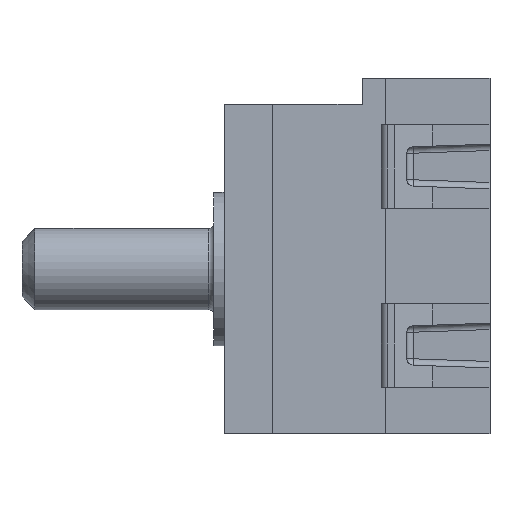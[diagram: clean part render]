
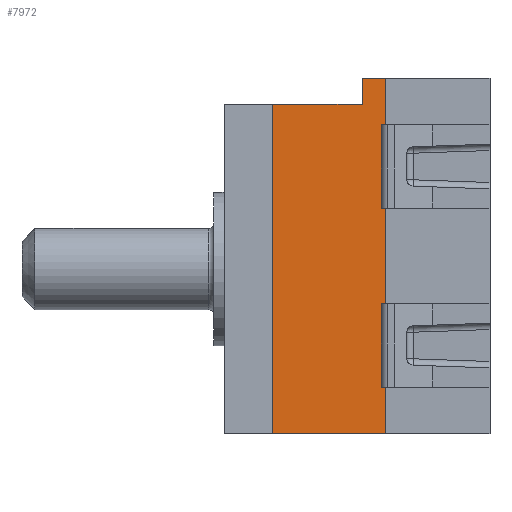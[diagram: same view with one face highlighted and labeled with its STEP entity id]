
A CAD part, left-side view. The second image highlights one B-rep face of the part: STEP entity #7972.
In plain terms, the highlighted planar face has unit normal (-1, 0, 0).
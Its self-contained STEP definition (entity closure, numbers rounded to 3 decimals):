
#107=DIRECTION('',(0.,-1.,0.));
#108=VECTOR('',#107,9.009);
#109=CARTESIAN_POINT('',(-13.5,17.,-13.9));
#110=LINE('',#109,#108);
#361=DIRECTION('',(0.,0.,1.));
#362=VECTOR('',#361,27.8);
#363=CARTESIAN_POINT('',(-13.5,7.991,-13.9));
#364=LINE('',#363,#362);
#429=DIRECTION('',(0.,-1.,0.));
#430=VECTOR('',#429,2.009);
#431=CARTESIAN_POINT('',(-13.5,10.,13.9));
#432=LINE('',#431,#430);
#445=DIRECTION('',(0.,-1.,0.));
#446=VECTOR('',#445,7.);
#447=CARTESIAN_POINT('',(-13.5,17.,11.85));
#448=LINE('',#447,#446);
#449=DIRECTION('',(0.,0.,-1.));
#450=VECTOR('',#449,2.05);
#451=CARTESIAN_POINT('',(-13.5,10.,13.9));
#452=LINE('',#451,#450);
#453=DIRECTION('',(0.,0.,1.));
#454=VECTOR('',#453,25.75);
#455=CARTESIAN_POINT('',(-13.5,17.,-13.9));
#456=LINE('',#455,#454);
#6198=CARTESIAN_POINT('',(-13.5,17.,-13.9));
#6199=VERTEX_POINT('',#6198);
#6200=CARTESIAN_POINT('',(-13.5,7.991,-13.9));
#6201=VERTEX_POINT('',#6200);
#6206=CARTESIAN_POINT('',(-13.5,7.991,13.9));
#6207=VERTEX_POINT('',#6206);
#6378=CARTESIAN_POINT('',(-13.5,17.,11.85));
#6379=VERTEX_POINT('',#6378);
#6380=CARTESIAN_POINT('',(-13.5,10.,11.85));
#6381=VERTEX_POINT('',#6380);
#6382=CARTESIAN_POINT('',(-13.5,10.,13.9));
#6383=VERTEX_POINT('',#6382);
#7956=CARTESIAN_POINT('',(-13.5,17.,-13.9));
#7957=DIRECTION('',(-1.,0.,0.));
#7958=DIRECTION('',(0.,-1.,0.));
#7959=AXIS2_PLACEMENT_3D('',#7956,#7957,#7958);
#7960=PLANE('',#7959);
#7962=ORIENTED_EDGE('',*,*,#7961,.T.);
#7964=ORIENTED_EDGE('',*,*,#7963,.F.);
#7965=ORIENTED_EDGE('',*,*,#7946,.T.);
#7966=ORIENTED_EDGE('',*,*,#7780,.F.);
#7967=ORIENTED_EDGE('',*,*,#7523,.F.);
#7969=ORIENTED_EDGE('',*,*,#7968,.T.);
#7970=EDGE_LOOP('',(#7962,#7964,#7965,#7966,#7967,#7969));
#7971=FACE_OUTER_BOUND('',#7970,.F.);
#7972=ADVANCED_FACE('',(#7971),#7960,.T.);
#7523=EDGE_CURVE('',#6199,#6201,#110,.T.);
#7780=EDGE_CURVE('',#6201,#6207,#364,.T.);
#7946=EDGE_CURVE('',#6383,#6207,#432,.T.);
#7961=EDGE_CURVE('',#6379,#6381,#448,.T.);
#7963=EDGE_CURVE('',#6383,#6381,#452,.T.);
#7968=EDGE_CURVE('',#6199,#6379,#456,.T.);
